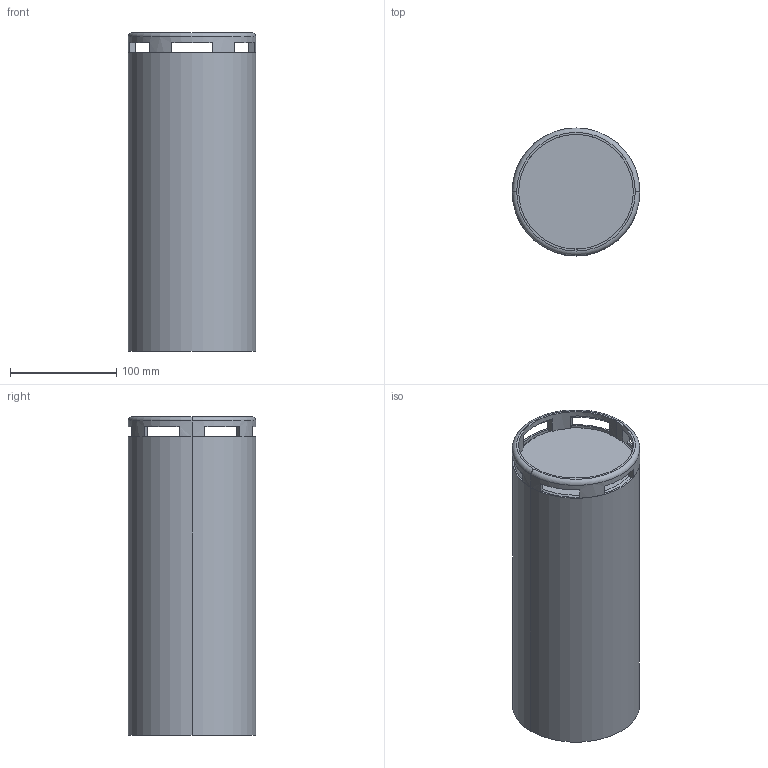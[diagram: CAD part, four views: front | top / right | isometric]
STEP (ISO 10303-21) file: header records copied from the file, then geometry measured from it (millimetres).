
FILE_DESCRIPTION((''),'2;1');
FILE_NAME('2018-CSSF-000_ASM','2019-01-22T21:01:21',('peter'),(''),'CREO PARAMETRIC BY PTC INC, 2018050','CREO PARAMETRIC BY PTC INC, 2018050','');
FILE_SCHEMA(('CONFIG_CONTROL_DESIGN'));
Length unit declared in the file: inch
Products named in the file (44): 2018-CSSF-101; 2018-CSSF-102; 2018-CSSF-103; 2018-CSSF-106; 2018-CSSF-105; MICRO_SERVO; SERVO_ARM; MICRO_SERVO_AF4_ASM; 2018-CSSF-502; GYRO_MOTOR; 2018-CSSF-501; 2018-CSSF-500_AF0_ASM; 2018-CSSF-201; MICRO_SERVO_AF2_ASM; 2018-CSSF-202; 2018-CSSF-203; MICRO_SERVO_AF3_ASM; 2018-CSSF-200_AF0_ASM; 2018-CSSF-100_AF0_ASM; 2018-CSSF-301; 57155K337_STAINLESS_STEEL_BALL_; 2018-CSSF-303_TOP; 2018-CSSF-302; 2018-CSSF-303; ROTOR1_WING; 2018-CSSF-306; ROTOR2_WING; 2018-CSSF-300_ASM; 2018-CSSF-301B; 2018-CSSF-307B; 2018-CSSF-305B; 2018-CSSF-307; 2018-CSSF-300B_ASM; CONTAINER; CAMERA_DOME; 6409_NACA_ROTOR; DOME_OFFSET; CANSAT_SHELL; CONTAINER_SLEEVE_1; SERVO_ARM_FULL_LENGTH ...
Assembly tree (86 placements, depth 5):
  2018-CSSF-000_ASM
    2018-CSSF-100_AF0_ASM
      2018-CSSF-101
      2018-CSSF-102  x4
      2018-CSSF-103
      2018-CSSF-106  x4
      2018-CSSF-105
      2018-CSSF-500_AF0_ASM
        MICRO_SERVO_AF4_ASM
          MICRO_SERVO
          SERVO_ARM
        2018-CSSF-502
        GYRO_MOTOR
        2018-CSSF-501
      2018-CSSF-200_AF0_ASM
        2018-CSSF-201
        MICRO_SERVO_AF2_ASM
          MICRO_SERVO
          SERVO_ARM
        2018-CSSF-202
        2018-CSSF-203
        MICRO_SERVO_AF3_ASM
          MICRO_SERVO
          SERVO_ARM
    2018-CSSF-300_ASM
      2018-CSSF-301
      57155K337_STAINLESS_STEEL_BALL_  x4
      2018-CSSF-303_TOP
      2018-CSSF-302
      2018-CSSF-303
      ROTOR1_WING  x4
      2018-CSSF-306  x8
      ROTOR2_WING  x4
    2018-CSSF-300B_ASM
      2018-CSSF-301B
      57155K337_STAINLESS_STEEL_BALL_  x2
      2018-CSSF-307B
      2018-CSSF-305B  x4
      2018-CSSF-306  x4
      2018-CSSF-307  x2
    CONTAINER
    CAMERA_DOME
    6409_NACA_ROTOR
    DOME_OFFSET  x4
    CANSAT_SHELL  x2
    CONTAINER_SLEEVE_1
    MICRO_SERVO_FULL_LENGTH_ARM_ASM
      MICRO_SERVO
      SERVO_ARM_FULL_LENGTH
    RELEASE_CATCH  x2
    PAYLOAD_DOWEL  x2
Bounding box: 120 x 120 x 300 mm (x, y, z)
Volume: 1216645.1 mm3; surface area: 725553.3 mm2
Topology: 142 solids, 163 shells, 1665 faces, 4214 edges, 2625 vertices
Faces by surface type: plane 723, cylinder 672, sphere 138, cone 82, torus 26, extrusion 24
Entity records: 28284 total; most frequent: CARTESIAN_POINT 5387, DIRECTION 4869, ORIENTED_EDGE 4304, EDGE_CURVE 2167, AXIS2_PLACEMENT_3D 1769, VERTEX_POINT 1444, VECTOR 1331, LINE 1325
